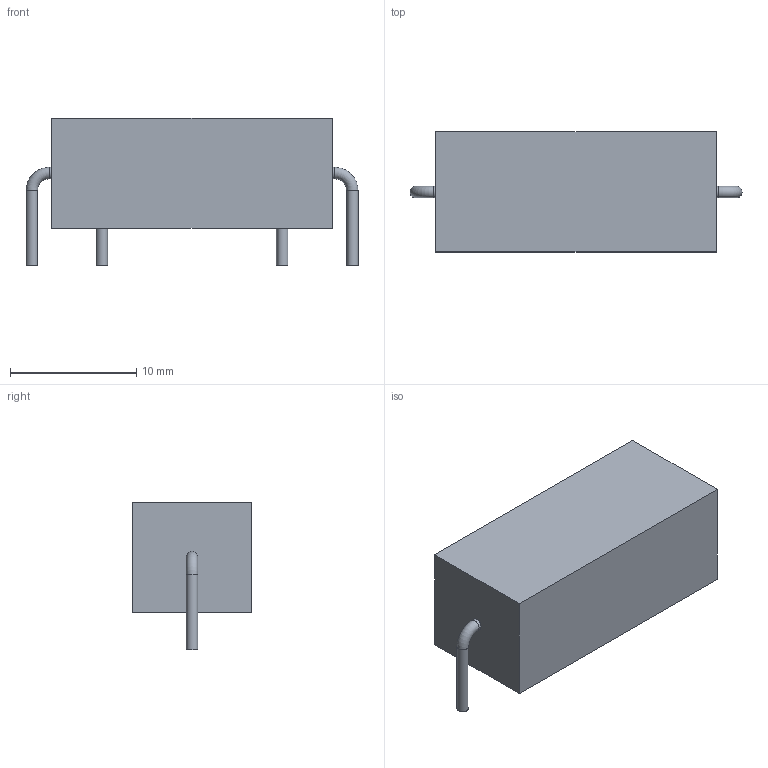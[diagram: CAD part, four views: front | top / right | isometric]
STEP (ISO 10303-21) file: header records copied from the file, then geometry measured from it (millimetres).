
FILE_DESCRIPTION(/* description */ ('model of R_Axial_Shunt_L22.2mm_W9.5mm_PS14.30mm_P25.40mm'),/* implementation_level */ '2;1');
FILE_NAME(/* name */ 'R_Axial_Shunt_L22.2mm_W9.5mm_PS14.30mm_P25.40mm.step',/* time_stamp */ '2017-10-31T21:41:53',/* author */ ('kicad StepUp','ksu'),/* organization */ ('FreeCAD'),/* preprocessor_version */ 'OCC',/* originating_system */ 'kicad StepUp',/* authorisation */ '');
FILE_SCHEMA(('AUTOMOTIVE_DESIGN_CC2 { 1 2 10303 214 -1 1 5 4 }'));
Length unit declared in the file: millimetre
Products named in the file (2): ASSEMBLY; R_Axial_Shunt_L222mm_W95mm_PS1430mm_P2540mm
Assembly tree (1 placements, depth 2):
  ASSEMBLY
    R_Axial_Shunt_L222mm_W95mm_PS1430mm_P2540mm
Bounding box: 26.31 x 9.5 x 11.73 mm (x, y, z)
Volume: 1856.1 mm3; surface area: 1040.6 mm2
Topology: 1 solids, 1 shells, 18 faces, 32 edges, 20 vertices
Faces by surface type: plane 10, cylinder 6, torus 2
Full cylindrical faces by diameter (mm): 0.914 x6
Entity records: 595 total; most frequent: DIRECTION 86, CARTESIAN_POINT 72, ORIENTED_EDGE 64, AXIS2_PLACEMENT_3D 34, EDGE_CURVE 32, FACE_BOUND 22, EDGE_LOOP 22, VERTEX_POINT 20
